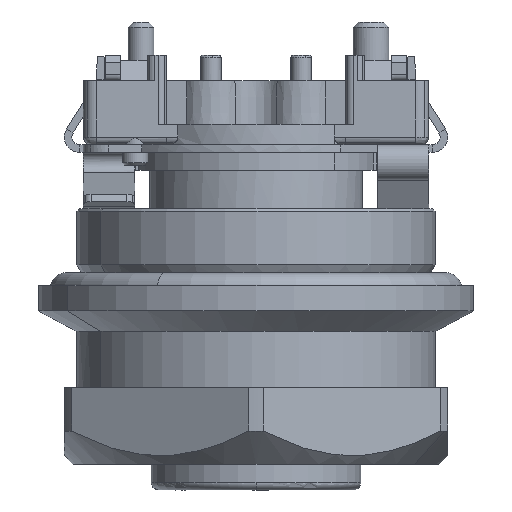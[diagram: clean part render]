
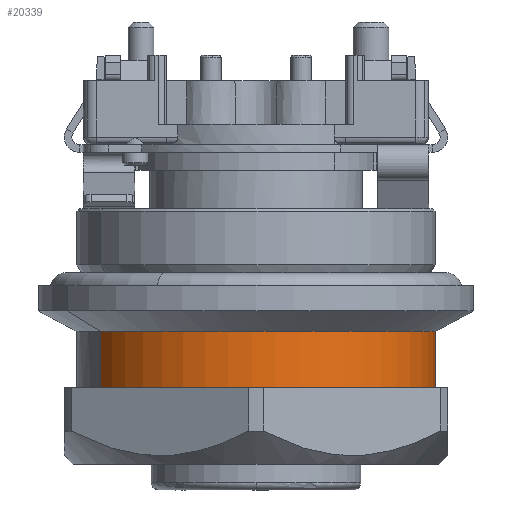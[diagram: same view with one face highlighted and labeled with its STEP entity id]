
A CAD part, front view. The second image highlights one B-rep face of the part: STEP entity #20339.
In plain terms, the highlighted cylindrical face has radius 7 mm (diameter 14 mm), a partial arc.
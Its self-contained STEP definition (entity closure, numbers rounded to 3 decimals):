
#20314=AXIS2_PLACEMENT_3D('Cylinder Axis2P3D',#20311,#20312,#20313) ;
#20244=CARTESIAN_POINT('Vertex',(2.438,5.,4.)) ;
#20246=CARTESIAN_POINT('Vertex',(14.562,12.,4.)) ;
#20250=CARTESIAN_POINT('Control Point',(14.562,12.,4.)) ;
#20251=CARTESIAN_POINT('Control Point',(14.886,11.439,4.)) ;
#20252=CARTESIAN_POINT('Control Point',(15.145,10.84,4.)) ;
#20253=CARTESIAN_POINT('Control Point',(15.334,10.214,4.)) ;
#20254=CARTESIAN_POINT('Control Point',(15.562,8.929,4.)) ;
#20255=CARTESIAN_POINT('Control Point',(15.491,7.626,4.)) ;
#20256=CARTESIAN_POINT('Control Point',(15.38,6.982,4.)) ;
#20257=CARTESIAN_POINT('Control Point',(15.01,5.73,4.)) ;
#20258=CARTESIAN_POINT('Control Point',(14.365,4.596,4.)) ;
#20259=CARTESIAN_POINT('Control Point',(13.978,4.069,4.)) ;
#20260=CARTESIAN_POINT('Control Point',(13.088,3.115,4.)) ;
#20261=CARTESIAN_POINT('Control Point',(12.004,2.388,4.)) ;
#20262=CARTESIAN_POINT('Control Point',(11.423,2.09,4.)) ;
#20263=CARTESIAN_POINT('Control Point',(10.201,1.632,4.)) ;
#20264=CARTESIAN_POINT('Control Point',(8.906,1.466,4.)) ;
#20265=CARTESIAN_POINT('Control Point',(8.252,1.459,4.)) ;
#20266=CARTESIAN_POINT('Control Point',(6.955,1.596,4.)) ;
#20267=CARTESIAN_POINT('Control Point',(5.723,2.025,4.)) ;
#20268=CARTESIAN_POINT('Control Point',(5.134,2.311,4.)) ;
#20269=CARTESIAN_POINT('Control Point',(4.152,2.938,4.)) ;
#20270=CARTESIAN_POINT('Control Point',(3.32,3.75,4.)) ;
#20271=CARTESIAN_POINT('Control Point',(2.988,4.14,4.)) ;
#20272=CARTESIAN_POINT('Control Point',(2.693,4.559,4.)) ;
#20273=CARTESIAN_POINT('Control Point',(2.438,5.,4.)) ;
#20285=CARTESIAN_POINT('Line Origine',(2.438,5.,5.1)) ;
#20289=CARTESIAN_POINT('Vertex',(2.438,5.,6.2)) ;
#20296=CARTESIAN_POINT('Vertex',(14.562,12.,6.2)) ;
#20299=CARTESIAN_POINT('Line Origine',(14.562,12.,5.1)) ;
#20311=CARTESIAN_POINT('Axis2P3D Location',(8.5,8.5,5.1)) ;
#20317=CARTESIAN_POINT('Control Point',(14.562,12.,6.2)) ;
#20318=CARTESIAN_POINT('Control Point',(15.112,11.048,6.2)) ;
#20319=CARTESIAN_POINT('Control Point',(15.475,9.987,6.2)) ;
#20320=CARTESIAN_POINT('Control Point',(15.622,8.868,6.2)) ;
#20321=CARTESIAN_POINT('Control Point',(15.47,6.632,6.2)) ;
#20322=CARTESIAN_POINT('Control Point',(14.484,4.62,6.2)) ;
#20323=CARTESIAN_POINT('Control Point',(13.796,3.724,6.2)) ;
#20324=CARTESIAN_POINT('Control Point',(12.108,2.251,6.2)) ;
#20325=CARTESIAN_POINT('Control Point',(9.987,1.525,6.2)) ;
#20326=CARTESIAN_POINT('Control Point',(8.868,1.378,6.2)) ;
#20327=CARTESIAN_POINT('Control Point',(6.632,1.53,6.2)) ;
#20328=CARTESIAN_POINT('Control Point',(4.62,2.516,6.2)) ;
#20329=CARTESIAN_POINT('Control Point',(3.724,3.204,6.2)) ;
#20330=CARTESIAN_POINT('Control Point',(2.988,4.048,6.2)) ;
#20331=CARTESIAN_POINT('Control Point',(2.438,5.,6.2)) ;
#20286=DIRECTION('Vector Direction',(0.,0.,-1.)) ;
#20300=DIRECTION('Vector Direction',(0.,0.,-1.)) ;
#20312=DIRECTION('Axis2P3D Direction',(0.,0.,-1.)) ;
#20313=DIRECTION('Axis2P3D XDirection',(0.866,0.5,0.)) ;
#20287=VECTOR('Line Direction',#20286,1.) ;
#20301=VECTOR('Line Direction',#20300,1.) ;
#20334=ORIENTED_EDGE('',*,*,#20303,.F.) ;
#20335=ORIENTED_EDGE('',*,*,#20332,.T.) ;
#20336=ORIENTED_EDGE('',*,*,#20291,.F.) ;
#20337=ORIENTED_EDGE('',*,*,#20274,.F.) ;
#20339=ADVANCED_FACE('V3',(#20338),#20315,.T.) ;
#20249=B_SPLINE_CURVE_WITH_KNOTS('',5,(#20250,#20251,#20252,#20253,#20254,#20255,#20256,#20257,#20258,#20259,#20260,#20261,#20262,#20263,#20264,#20265,#20266,#20267,#20268,#20269,#20270,#20271,#20272,#20273),.UNSPECIFIED.,.F.,.U.,(6,3,3,3,3,3,3,6),(0.,4.583,9.165,13.748,18.33,22.913,27.495,31.1),.UNSPECIFIED.) ;
#20316=B_SPLINE_CURVE_WITH_KNOTS('',5,(#20317,#20318,#20319,#20320,#20321,#20322,#20323,#20324,#20325,#20326,#20327,#20328,#20329,#20330,#20331),.UNSPECIFIED.,.F.,.U.,(6,3,3,3,6),(-10.996,-5.498,0.,5.498,10.996),.UNSPECIFIED.) ;
#20315=CYLINDRICAL_SURFACE('generated cylinder',#20314,7.) ;
#20274=EDGE_CURVE('',#20247,#20245,#20249,.T.) ;
#20291=EDGE_CURVE('',#20245,#20290,#20288,.F.) ;
#20303=EDGE_CURVE('',#20297,#20247,#20302,.T.) ;
#20332=EDGE_CURVE('',#20297,#20290,#20316,.T.) ;
#20333=EDGE_LOOP('',(#20334,#20335,#20336,#20337)) ;
#20338=FACE_OUTER_BOUND('',#20333,.T.) ;
#20288=LINE('Line',#20285,#20287) ;
#20302=LINE('Line',#20299,#20301) ;
#20245=VERTEX_POINT('',#20244) ;
#20247=VERTEX_POINT('',#20246) ;
#20290=VERTEX_POINT('',#20289) ;
#20297=VERTEX_POINT('',#20296) ;
